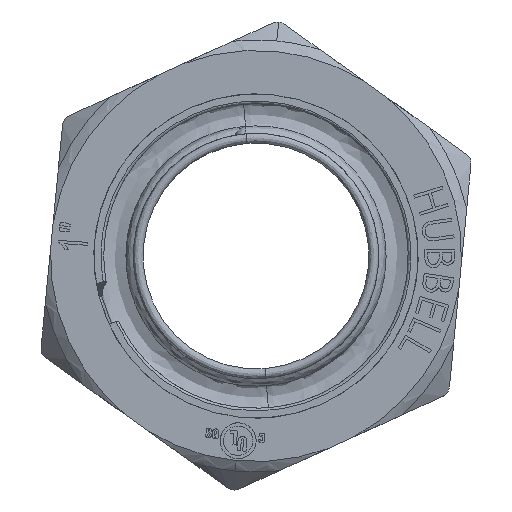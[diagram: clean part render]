
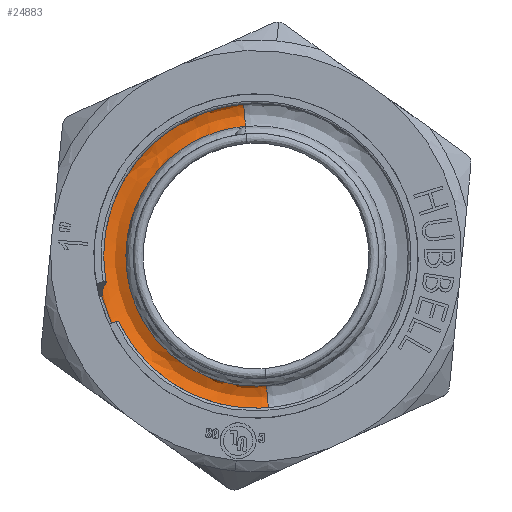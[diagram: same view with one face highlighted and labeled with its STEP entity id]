
A CAD part, left-side view. The second image highlights one B-rep face of the part: STEP entity #24883.
In plain terms, the highlighted free-form (B-spline) face has degree [3, 3] with [4, 4] control points.
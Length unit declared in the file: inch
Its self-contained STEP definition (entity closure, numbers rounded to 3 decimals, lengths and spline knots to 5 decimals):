
#1729 = EDGE_CURVE ( 'NONE', #26484, #8132, #33150, .T. ) ;
#2368 = CARTESIAN_POINT ( 'NONE',  ( -0.05697, -1.024, -0.512 ) ) ;
#4928 = CARTESIAN_POINT ( 'NONE',  ( 0.09634, 0., 0. ) ) ;
#5706 = DIRECTION ( 'NONE',  ( 0., -1., 0. ) ) ;
#5850 = CARTESIAN_POINT ( 'NONE',  ( -0.05697, 0., 0.512 ) ) ;
#6150 = VERTEX_POINT ( 'NONE', #25297 ) ;
#8132 = VERTEX_POINT ( 'NONE', #32817 ) ;
#8443 = DIRECTION ( 'NONE',  ( 0., 0., 1. ) ) ;
#9372 = CARTESIAN_POINT ( 'NONE',  ( -0.05697, -1.33063, -0.66531 ) ) ;
#12892 = CARTESIAN_POINT ( 'NONE',  ( -0.05697, 0., 0.66531 ) ) ;
#13042 = CARTESIAN_POINT ( 'NONE',  ( 0.09634, 0., 0.58866 ) ) ;
#13849 = CIRCLE ( 'NONE', #43398, 0.07666 ) ;
#15414 = AXIS2_PLACEMENT_3D ( 'NONE', #37724, #16875, #41247 ) ;
#16127 = ORIENTED_EDGE ( 'NONE', *, *, #45215, .F. ) ;
#16397 = CARTESIAN_POINT ( 'NONE',  ( 0.09634, -1.33063, -0.66531 ) ) ;
#16560 = DIRECTION ( 'NONE',  ( 0., 0., 1. ) ) ;
#16875 = DIRECTION ( 'NONE',  ( -1., 0., 0. ) ) ;
#19756 = CARTESIAN_POINT ( 'NONE',  ( 0.09634, -1.024, 0.512 ) ) ;
#19782 = EDGE_LOOP ( 'NONE', ( #23738, #42231, #38459, #16127 ) ) ;
#19917 = CARTESIAN_POINT ( 'NONE',  ( 0.09634, 0., 0.66531 ) ) ;
#20320 = CIRCLE ( 'NONE', #15414, 0.66531 ) ;
#23102 = CARTESIAN_POINT ( 'NONE',  ( 0.09634, 0., -0.512 ) ) ;
#23267 = CARTESIAN_POINT ( 'NONE',  ( -0.05697, 0., -0.512 ) ) ;
#23345 = EDGE_CURVE ( 'NONE', #6150, #26744, #13849, .T. ) ;
#23738 = ORIENTED_EDGE ( 'NONE', *, *, #23345, .F. ) ;
#24883 = ADVANCED_FACE ( 'NONE', ( #25088 ), #28939, .F. ) ;
#25088 = FACE_OUTER_BOUND ( 'NONE', #19782, .T. ) ;
#25297 = CARTESIAN_POINT ( 'NONE',  ( 0.09634, 0., -0.512 ) ) ;
#26484 = VERTEX_POINT ( 'NONE', #33604 ) ;
#26618 = CARTESIAN_POINT ( 'NONE',  ( 0.09634, 0., -0.58866 ) ) ;
#26744 = VERTEX_POINT ( 'NONE', #27634 ) ;
#26764 = CARTESIAN_POINT ( 'NONE',  ( -0.05697, -1.024, 0.512 ) ) ;
#27634 = CARTESIAN_POINT ( 'NONE',  ( 0.09634, 0., -0.66531 ) ) ;
#28700 = EDGE_CURVE ( 'NONE', #26484, #6150, #38735, .T. ) ;
#28939 =( BOUNDED_SURFACE ( )  B_SPLINE_SURFACE ( 3, 3, ( 
 ( #23102, #40648, #19756, #44130 ),
 ( #23267, #2368, #26764, #5850 ),
 ( #30287, #9372, #33772, #12892 ),
 ( #37266, #16397, #40797, #19917 ) ),
 .UNSPECIFIED., .F., .F., .F. ) 
 B_SPLINE_SURFACE_WITH_KNOTS ( ( 4, 4 ),
 ( 4, 4 ),
 ( 0., 1. ),
 ( 0., 1. ),
 .UNSPECIFIED. ) 
 GEOMETRIC_REPRESENTATION_ITEM ( )  RATIONAL_B_SPLINE_SURFACE ( (
 ( 1., 0.333, 0.333, 1.),
 ( 0.333, 0.111, 0.111, 0.333),
 ( 0.333, 0.111, 0.111, 0.333),
 ( 1., 0.333, 0.333, 1.) ) ) 
 REPRESENTATION_ITEM ( '' )  SURFACE ( )  );
#29355 = DIRECTION ( 'NONE',  ( 1., 0., 0. ) ) ;
#29931 = AXIS2_PLACEMENT_3D ( 'NONE', #13042, #37418, #16560 ) ;
#30138 = DIRECTION ( 'NONE',  ( 0., 0., -1. ) ) ;
#30287 = CARTESIAN_POINT ( 'NONE',  ( -0.05697, 0., -0.66531 ) ) ;
#32817 = CARTESIAN_POINT ( 'NONE',  ( 0.09634, 0., 0.66531 ) ) ;
#33150 = CIRCLE ( 'NONE', #29931, 0.07666 ) ;
#33604 = CARTESIAN_POINT ( 'NONE',  ( 0.09634, 0., 0.512 ) ) ;
#33751 = AXIS2_PLACEMENT_3D ( 'NONE', #4928, #29355, #8443 ) ;
#33772 = CARTESIAN_POINT ( 'NONE',  ( -0.05697, -1.33063, 0.66531 ) ) ;
#37266 = CARTESIAN_POINT ( 'NONE',  ( 0.09634, 0., -0.66531 ) ) ;
#37418 = DIRECTION ( 'NONE',  ( 0., 1., 0. ) ) ;
#37724 = CARTESIAN_POINT ( 'NONE',  ( 0.09634, 0., 0. ) ) ;
#38459 = ORIENTED_EDGE ( 'NONE', *, *, #1729, .T. ) ;
#38735 = CIRCLE ( 'NONE', #33751, 0.512 ) ;
#40648 = CARTESIAN_POINT ( 'NONE',  ( 0.09634, -1.024, -0.512 ) ) ;
#40797 = CARTESIAN_POINT ( 'NONE',  ( 0.09634, -1.33063, 0.66531 ) ) ;
#41247 = DIRECTION ( 'NONE',  ( 0., 0., 1. ) ) ;
#42231 = ORIENTED_EDGE ( 'NONE', *, *, #28700, .F. ) ;
#43398 = AXIS2_PLACEMENT_3D ( 'NONE', #26618, #5706, #30138 ) ;
#44130 = CARTESIAN_POINT ( 'NONE',  ( 0.09634, 0., 0.512 ) ) ;
#45215 = EDGE_CURVE ( 'NONE', #26744, #8132, #20320, .T. ) ;
